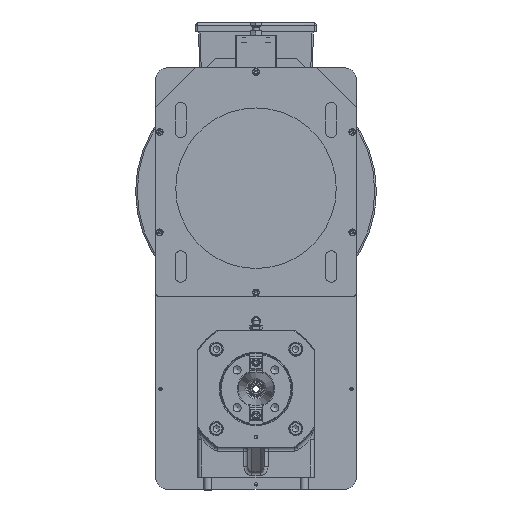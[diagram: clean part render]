
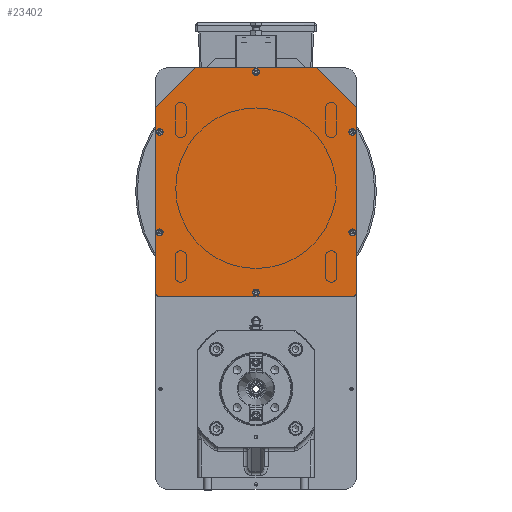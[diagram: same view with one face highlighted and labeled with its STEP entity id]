
A CAD part, left-side view. The second image highlights one B-rep face of the part: STEP entity #23402.
In plain terms, the highlighted planar face has unit normal (-1, 0, 0).
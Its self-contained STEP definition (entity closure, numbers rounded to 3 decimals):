
#1289=LINE('',#46360,#2774);
#1293=LINE('',#46369,#2778);
#1297=LINE('',#46378,#2782);
#1300=LINE('',#46382,#2785);
#1302=LINE('',#46385,#2787);
#1303=LINE('',#46387,#2788);
#2774=VECTOR('',#31557,1000.);
#2778=VECTOR('',#31563,1000.);
#2782=VECTOR('',#31569,1000.);
#2785=VECTOR('',#31574,1000.);
#2787=VECTOR('',#31578,1000.);
#2788=VECTOR('',#31581,1000.);
#4736=PLANE('',#26981);
#8357=ORIENTED_EDGE('',*,*,#13435,.F.);
#8358=ORIENTED_EDGE('',*,*,#13436,.F.);
#8359=ORIENTED_EDGE('',*,*,#13437,.F.);
#8360=ORIENTED_EDGE('',*,*,#13438,.F.);
#8361=ORIENTED_EDGE('',*,*,#13439,.F.);
#8362=ORIENTED_EDGE('',*,*,#13440,.F.);
#8363=ORIENTED_EDGE('',*,*,#13430,.F.);
#8364=ORIENTED_EDGE('',*,*,#13411,.T.);
#8365=ORIENTED_EDGE('',*,*,#13427,.F.);
#8366=ORIENTED_EDGE('',*,*,#13423,.T.);
#8367=ORIENTED_EDGE('',*,*,#13433,.F.);
#8368=ORIENTED_EDGE('',*,*,#13419,.T.);
#8369=ORIENTED_EDGE('',*,*,#13432,.F.);
#8370=ORIENTED_EDGE('',*,*,#13415,.T.);
#13411=EDGE_CURVE('',#16638,#16639,#18331,.F.);
#13415=EDGE_CURVE('',#16642,#16643,#18333,.F.);
#13419=EDGE_CURVE('',#16646,#16647,#1289,.F.);
#13423=EDGE_CURVE('',#16650,#16651,#1293,.F.);
#13427=EDGE_CURVE('',#16650,#16639,#1297,.T.);
#13430=EDGE_CURVE('',#16638,#16643,#1300,.T.);
#13432=EDGE_CURVE('',#16642,#16647,#1302,.T.);
#13433=EDGE_CURVE('',#16646,#16651,#1303,.T.);
#13435=EDGE_CURVE('',#16654,#16654,#18335,.T.);
#13436=EDGE_CURVE('',#16655,#16655,#18336,.T.);
#13437=EDGE_CURVE('',#16656,#16656,#18337,.T.);
#13438=EDGE_CURVE('',#16657,#16657,#18338,.T.);
#13439=EDGE_CURVE('',#16658,#16658,#18339,.T.);
#13440=EDGE_CURVE('',#16659,#16659,#18340,.T.);
#16638=VERTEX_POINT('',#46343);
#16639=VERTEX_POINT('',#46344);
#16642=VERTEX_POINT('',#46352);
#16643=VERTEX_POINT('',#46353);
#16646=VERTEX_POINT('',#46361);
#16647=VERTEX_POINT('',#46362);
#16650=VERTEX_POINT('',#46370);
#16651=VERTEX_POINT('',#46371);
#16654=VERTEX_POINT('',#46391);
#16655=VERTEX_POINT('',#46393);
#16656=VERTEX_POINT('',#46395);
#16657=VERTEX_POINT('',#46397);
#16658=VERTEX_POINT('',#46399);
#16659=VERTEX_POINT('',#46401);
#18331=CIRCLE('',#26970,5.);
#18333=CIRCLE('',#26973,5.);
#18335=CIRCLE('',#26982,2.75);
#18336=CIRCLE('',#26983,2.75);
#18337=CIRCLE('',#26984,2.75);
#18338=CIRCLE('',#26985,2.75);
#18339=CIRCLE('',#26986,2.75);
#18340=CIRCLE('',#26987,2.75);
#19759=EDGE_LOOP('',(#8357));
#19760=EDGE_LOOP('',(#8358));
#19761=EDGE_LOOP('',(#8359));
#19762=EDGE_LOOP('',(#8360));
#19763=EDGE_LOOP('',(#8361));
#19764=EDGE_LOOP('',(#8362));
#19765=EDGE_LOOP('',(#8363,#8364,#8365,#8366,#8367,#8368,#8369,#8370));
#21465=FACE_BOUND('',#19759,.T.);
#21466=FACE_BOUND('',#19760,.T.);
#21467=FACE_BOUND('',#19761,.T.);
#21468=FACE_BOUND('',#19762,.T.);
#21469=FACE_BOUND('',#19763,.T.);
#21470=FACE_BOUND('',#19764,.T.);
#21471=FACE_BOUND('',#19765,.T.);
#23402=ADVANCED_FACE('',(#21465,#21466,#21467,#21468,#21469,#21470,#21471),
#4736,.F.);
#26970=AXIS2_PLACEMENT_3D('',#46342,#31541,#31542);
#26973=AXIS2_PLACEMENT_3D('',#46351,#31549,#31550);
#26981=AXIS2_PLACEMENT_3D('',#46389,#31583,#31584);
#26982=AXIS2_PLACEMENT_3D('',#46390,#31585,#31586);
#26983=AXIS2_PLACEMENT_3D('',#46392,#31587,#31588);
#26984=AXIS2_PLACEMENT_3D('',#46394,#31589,#31590);
#26985=AXIS2_PLACEMENT_3D('',#46396,#31591,#31592);
#26986=AXIS2_PLACEMENT_3D('',#46398,#31593,#31594);
#26987=AXIS2_PLACEMENT_3D('',#46400,#31595,#31596);
#31541=DIRECTION('',(1.,0.,0.));
#31542=DIRECTION('',(0.,0.,-1.));
#31549=DIRECTION('',(1.,0.,0.));
#31550=DIRECTION('',(0.,0.,-1.));
#31557=DIRECTION('',(0.,-0.707,0.707));
#31563=DIRECTION('',(0.,-0.707,-0.707));
#31569=DIRECTION('',(0.,0.,-1.));
#31574=DIRECTION('',(0.,1.,0.));
#31578=DIRECTION('',(0.,0.,1.));
#31581=DIRECTION('',(0.,-1.,0.));
#31583=DIRECTION('',(1.,0.,0.));
#31584=DIRECTION('',(0.,0.,-1.));
#31585=DIRECTION('',(-1.,0.,0.));
#31586=DIRECTION('',(0.,-1.,0.));
#31587=DIRECTION('',(-1.,0.,0.));
#31588=DIRECTION('',(0.,-1.,0.));
#31589=DIRECTION('',(-1.,0.,0.));
#31590=DIRECTION('',(0.,-1.,0.));
#31591=DIRECTION('',(-1.,0.,0.));
#31592=DIRECTION('',(0.,-1.,0.));
#31593=DIRECTION('',(-1.,0.,0.));
#31594=DIRECTION('',(0.,-1.,0.));
#31595=DIRECTION('',(-1.,0.,0.));
#31596=DIRECTION('',(0.,-1.,0.));
#46342=CARTESIAN_POINT('',(148.,-120.,230.));
#46343=CARTESIAN_POINT('',(148.,-120.,225.));
#46344=CARTESIAN_POINT('',(148.,-125.,230.));
#46351=CARTESIAN_POINT('',(148.,120.,230.));
#46352=CARTESIAN_POINT('',(148.,125.,230.));
#46353=CARTESIAN_POINT('',(148.,120.,225.));
#46360=CARTESIAN_POINT('',(148.,125.,460.));
#46361=CARTESIAN_POINT('',(148.,75.,510.));
#46362=CARTESIAN_POINT('',(148.,125.,460.));
#46369=CARTESIAN_POINT('',(148.,-75.,510.));
#46370=CARTESIAN_POINT('',(148.,-125.,460.));
#46371=CARTESIAN_POINT('',(148.,-75.,510.));
#46378=CARTESIAN_POINT('',(148.,-125.,510.));
#46382=CARTESIAN_POINT('',(148.,-125.,225.));
#46385=CARTESIAN_POINT('',(148.,125.,225.));
#46387=CARTESIAN_POINT('',(148.,125.,510.));
#46389=CARTESIAN_POINT('',(148.,-125.,225.));
#46390=CARTESIAN_POINT('',(148.,0.,505.));
#46391=CARTESIAN_POINT('',(148.,-2.75,505.));
#46392=CARTESIAN_POINT('',(148.,-120.,430.));
#46393=CARTESIAN_POINT('',(148.,-122.75,430.));
#46394=CARTESIAN_POINT('',(148.,-120.,305.));
#46395=CARTESIAN_POINT('',(148.,-122.75,305.));
#46396=CARTESIAN_POINT('',(148.,0.,230.));
#46397=CARTESIAN_POINT('',(148.,-2.75,230.));
#46398=CARTESIAN_POINT('',(148.,120.,305.));
#46399=CARTESIAN_POINT('',(148.,117.25,305.));
#46400=CARTESIAN_POINT('',(148.,120.,430.));
#46401=CARTESIAN_POINT('',(148.,117.25,430.));
